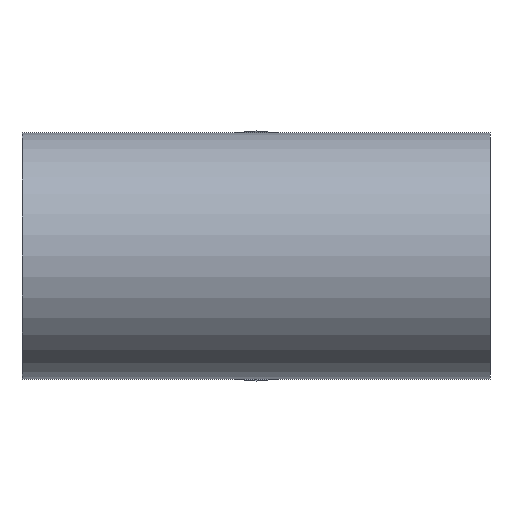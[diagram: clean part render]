
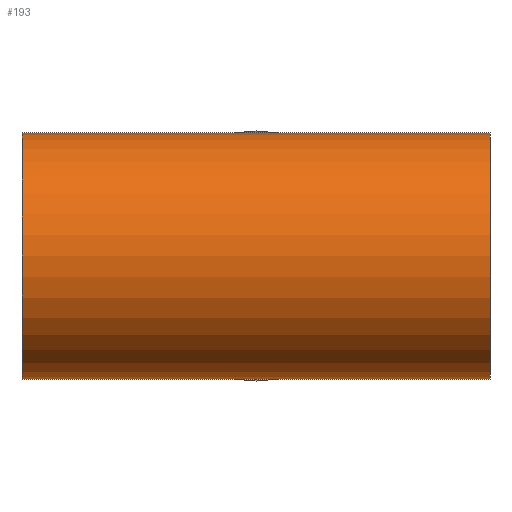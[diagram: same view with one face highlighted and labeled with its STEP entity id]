
A CAD part, front view. The second image highlights one B-rep face of the part: STEP entity #193.
In plain terms, the highlighted cylindrical face has radius 30.5 mm (diameter 61 mm), a full revolution.
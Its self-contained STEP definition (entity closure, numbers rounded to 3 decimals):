
#12=ELLIPSE($,#223,43.134,30.5);
#13=ELLIPSE($,#224,43.134,30.5);
#28=CYLINDRICAL_SURFACE($,#225,30.5);
#47=FACE_BOUND($,#86,.T.);
#48=FACE_BOUND($,#87,.T.);
#49=FACE_BOUND($,#88,.T.);
#86=EDGE_LOOP($,(#167,#168));
#87=EDGE_LOOP($,(#169));
#88=EDGE_LOOP($,(#170));
#105=CIRCLE($,#226,30.5);
#106=CIRCLE($,#227,30.5);
#120=VERTEX_POINT($,#519);
#121=VERTEX_POINT($,#520);
#122=VERTEX_POINT($,#524);
#123=VERTEX_POINT($,#526);
#137=EDGE_CURVE($,#120,#121,#12,.T.);
#138=EDGE_CURVE($,#121,#120,#13,.T.);
#139=EDGE_CURVE($,#122,#122,#105,.T.);
#140=EDGE_CURVE($,#123,#123,#106,.T.);
#167=ORIENTED_EDGE($,*,*,#138,.T.);
#168=ORIENTED_EDGE($,*,*,#137,.T.);
#169=ORIENTED_EDGE($,*,*,#139,.F.);
#170=ORIENTED_EDGE($,*,*,#140,.F.);
#193=ADVANCED_FACE($,(#47,#48,#49),#28,.T.);
#223=AXIS2_PLACEMENT_3D($,#521,#280,#281);
#224=AXIS2_PLACEMENT_3D($,#522,#282,#283);
#225=AXIS2_PLACEMENT_3D($,#523,#284,#285);
#226=AXIS2_PLACEMENT_3D($,#525,#286,#287);
#227=AXIS2_PLACEMENT_3D($,#527,#288,#289);
#280=DIRECTION('center_axis',(-0.707,-0.707,0.));
#281=DIRECTION('ref_axis',(0.707,-0.707,0.));
#282=DIRECTION('center_axis',(0.707,-0.707,0.));
#283=DIRECTION('ref_axis',(0.707,0.707,0.));
#284=DIRECTION('center_axis',(1.,0.,0.));
#285=DIRECTION('ref_axis',(0.,-1.,0.));
#286=DIRECTION('center_axis',(1.,0.,0.));
#287=DIRECTION('ref_axis',(0.,-1.,0.));
#288=DIRECTION('center_axis',(-1.,0.,0.));
#289=DIRECTION('ref_axis',(0.,-1.,0.));
#519=CARTESIAN_POINT('',(58.,0.,30.5));
#520=CARTESIAN_POINT('',(58.,0.,-30.5));
#521=CARTESIAN_POINT('Origin',(58.,0.,0.));
#522=CARTESIAN_POINT('Origin',(58.,0.,0.));
#523=CARTESIAN_POINT('Origin',(0.,0.,0.));
#524=CARTESIAN_POINT('',(116.,30.5,0.));
#525=CARTESIAN_POINT('Origin',(116.,0.,0.));
#526=CARTESIAN_POINT('',(0.,30.5,0.));
#527=CARTESIAN_POINT('Origin',(0.,0.,0.));
